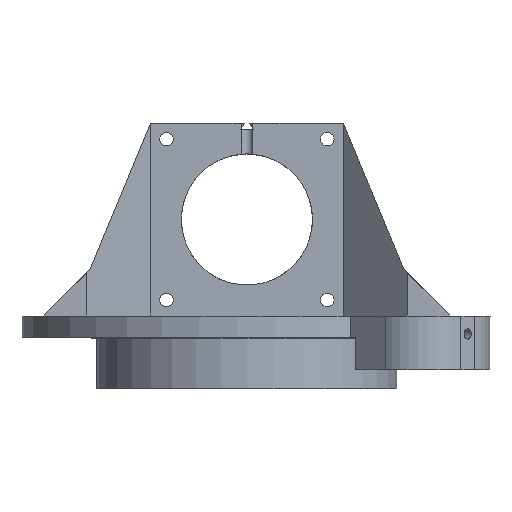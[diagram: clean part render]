
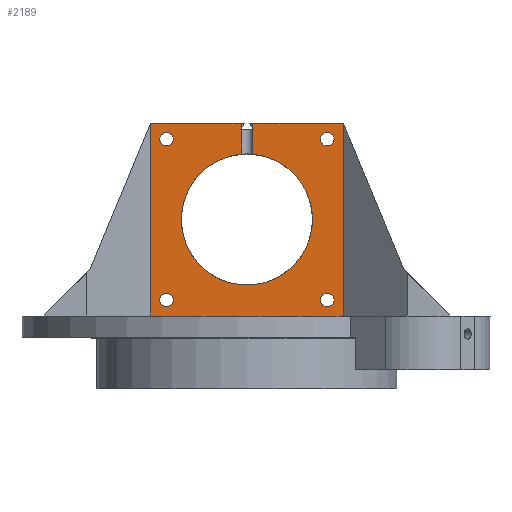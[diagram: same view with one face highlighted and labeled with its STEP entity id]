
A CAD part, left-side view. The second image highlights one B-rep face of the part: STEP entity #2189.
In plain terms, the highlighted planar face has unit normal (-1, 0, 0).
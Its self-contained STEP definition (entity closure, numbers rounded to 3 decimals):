
#41=FACE_BOUND('',#433,.T.);
#42=FACE_BOUND('',#434,.T.);
#43=FACE_BOUND('',#435,.T.);
#44=FACE_BOUND('',#436,.T.);
#97=PLANE('',#2413);
#188=CIRCLE('',#2392,3.15);
#190=CIRCLE('',#2395,3.15);
#192=CIRCLE('',#2398,3.15);
#194=CIRCLE('',#2401,3.15);
#196=CIRCLE('',#2404,30.6);
#298=FACE_OUTER_BOUND('',#432,.T.);
#432=EDGE_LOOP('',(#1969,#1970,#1971,#1972,#1973,#1974,#1975,#1976,#1977,
#1978,#1979,#1980,#1981,#1982));
#433=EDGE_LOOP('',(#1983));
#434=EDGE_LOOP('',(#1984));
#435=EDGE_LOOP('',(#1985));
#436=EDGE_LOOP('',(#1986));
#513=LINE('',#3403,#706);
#516=LINE('',#3410,#709);
#517=LINE('',#3416,#710);
#518=LINE('',#3439,#711);
#529=LINE('',#3474,#722);
#586=LINE('',#3744,#779);
#590=LINE('',#3751,#783);
#592=LINE('',#3754,#785);
#593=LINE('',#3755,#786);
#596=LINE('',#3762,#789);
#621=LINE('',#3848,#814);
#632=LINE('',#3870,#825);
#633=LINE('',#3872,#826);
#706=VECTOR('',#2618,10.);
#709=VECTOR('',#2625,10.);
#710=VECTOR('',#2630,10.);
#711=VECTOR('',#2631,10.);
#722=VECTOR('',#2662,10.);
#779=VECTOR('',#2867,10.);
#783=VECTOR('',#2873,10.);
#785=VECTOR('',#2877,10.);
#786=VECTOR('',#2878,10.);
#789=VECTOR('',#2883,10.);
#814=VECTOR('',#2984,10.);
#825=VECTOR('',#3009,10.);
#826=VECTOR('',#3012,10.);
#954=VERTEX_POINT('',#3400);
#955=VERTEX_POINT('',#3402);
#957=VERTEX_POINT('',#3408);
#958=VERTEX_POINT('',#3412);
#959=VERTEX_POINT('',#3413);
#960=VERTEX_POINT('',#3415);
#962=VERTEX_POINT('',#3428);
#975=VERTEX_POINT('',#3471);
#976=VERTEX_POINT('',#3473);
#1040=VERTEX_POINT('',#3741);
#1041=VERTEX_POINT('',#3743);
#1043=VERTEX_POINT('',#3749);
#1045=VERTEX_POINT('',#3759);
#1046=VERTEX_POINT('',#3761);
#1062=VERTEX_POINT('',#3821);
#1064=VERTEX_POINT('',#3827);
#1066=VERTEX_POINT('',#3833);
#1068=VERTEX_POINT('',#3839);
#1194=EDGE_CURVE('',#955,#954,#513,.T.);
#1198=EDGE_CURVE('',#954,#957,#516,.T.);
#1200=EDGE_CURVE('',#960,#959,#517,.T.);
#1203=EDGE_CURVE('',#958,#962,#518,.T.);
#1220=EDGE_CURVE('',#976,#975,#529,.T.);
#1323=EDGE_CURVE('',#1041,#1040,#586,.T.);
#1327=EDGE_CURVE('',#957,#1043,#590,.T.);
#1329=EDGE_CURVE('',#959,#1041,#592,.T.);
#1330=EDGE_CURVE('',#1043,#958,#593,.T.);
#1333=EDGE_CURVE('',#1046,#1045,#596,.T.);
#1361=EDGE_CURVE('',#1062,#1062,#188,.T.);
#1364=EDGE_CURVE('',#1064,#1064,#190,.T.);
#1367=EDGE_CURVE('',#1066,#1066,#192,.T.);
#1370=EDGE_CURVE('',#1068,#1068,#194,.T.);
#1374=EDGE_CURVE('',#962,#960,#196,.T.);
#1375=EDGE_CURVE('',#1040,#1046,#621,.T.);
#1386=EDGE_CURVE('',#1045,#976,#632,.T.);
#1387=EDGE_CURVE('',#975,#955,#633,.T.);
#1969=ORIENTED_EDGE('',*,*,#1323,.T.);
#1970=ORIENTED_EDGE('',*,*,#1375,.T.);
#1971=ORIENTED_EDGE('',*,*,#1333,.T.);
#1972=ORIENTED_EDGE('',*,*,#1386,.T.);
#1973=ORIENTED_EDGE('',*,*,#1220,.T.);
#1974=ORIENTED_EDGE('',*,*,#1387,.T.);
#1975=ORIENTED_EDGE('',*,*,#1194,.T.);
#1976=ORIENTED_EDGE('',*,*,#1198,.T.);
#1977=ORIENTED_EDGE('',*,*,#1327,.T.);
#1978=ORIENTED_EDGE('',*,*,#1330,.T.);
#1979=ORIENTED_EDGE('',*,*,#1203,.T.);
#1980=ORIENTED_EDGE('',*,*,#1374,.T.);
#1981=ORIENTED_EDGE('',*,*,#1200,.T.);
#1982=ORIENTED_EDGE('',*,*,#1329,.T.);
#1983=ORIENTED_EDGE('',*,*,#1370,.T.);
#1984=ORIENTED_EDGE('',*,*,#1367,.T.);
#1985=ORIENTED_EDGE('',*,*,#1364,.T.);
#1986=ORIENTED_EDGE('',*,*,#1361,.T.);
#2189=ADVANCED_FACE('',(#298,#41,#42,#43,#44),#97,.T.);
#2392=AXIS2_PLACEMENT_3D('',#3822,#2951,#2952);
#2395=AXIS2_PLACEMENT_3D('',#3828,#2958,#2959);
#2398=AXIS2_PLACEMENT_3D('',#3834,#2965,#2966);
#2401=AXIS2_PLACEMENT_3D('',#3840,#2972,#2973);
#2404=AXIS2_PLACEMENT_3D('',#3846,#2980,#2981);
#2413=AXIS2_PLACEMENT_3D('',#3871,#3010,#3011);
#2618=DIRECTION('',(0.,1.,0.));
#2625=DIRECTION('',(0.,0.,-1.));
#2630=DIRECTION('',(0.,0.,1.));
#2631=DIRECTION('',(0.,0.,-1.));
#2662=DIRECTION('',(0.,-1.,0.));
#2867=DIRECTION('',(0.,-0.515,0.857));
#2873=DIRECTION('',(0.,-0.515,-0.857));
#2877=DIRECTION('',(0.,1.,0.));
#2878=DIRECTION('',(0.,1.,0.));
#2883=DIRECTION('',(0.,1.,0.));
#2951=DIRECTION('center_axis',(1.,0.,0.));
#2952=DIRECTION('ref_axis',(0.,0.,-1.));
#2958=DIRECTION('center_axis',(1.,0.,0.));
#2959=DIRECTION('ref_axis',(0.,0.,-1.));
#2965=DIRECTION('center_axis',(1.,0.,0.));
#2966=DIRECTION('ref_axis',(0.,0.,-1.));
#2972=DIRECTION('center_axis',(1.,0.,0.));
#2973=DIRECTION('ref_axis',(0.,0.,-1.));
#2980=DIRECTION('center_axis',(1.,0.,0.));
#2981=DIRECTION('ref_axis',(0.,0.,-1.));
#2984=DIRECTION('',(0.,0.,1.));
#3009=DIRECTION('',(0.,0.,-1.));
#3010=DIRECTION('center_axis',(-1.,0.,0.));
#3011=DIRECTION('ref_axis',(0.,0.,1.));
#3012=DIRECTION('',(0.,0.,1.));
#3400=CARTESIAN_POINT('',(487.,-634.75,135.));
#3402=CARTESIAN_POINT('',(487.,-677.,135.));
#3403=CARTESIAN_POINT('',(487.,-654.5,135.));
#3408=CARTESIAN_POINT('',(487.,-634.75,132.416));
#3410=CARTESIAN_POINT('',(487.,-634.75,135.));
#3412=CARTESIAN_POINT('',(487.,-634.75,132.));
#3413=CARTESIAN_POINT('',(487.,-629.25,132.));
#3415=CARTESIAN_POINT('',(487.,-629.25,120.476));
#3416=CARTESIAN_POINT('',(487.,-629.25,135.));
#3428=CARTESIAN_POINT('',(487.,-634.75,120.476));
#3439=CARTESIAN_POINT('',(487.,-634.75,135.));
#3471=CARTESIAN_POINT('',(487.,-677.,45.));
#3473=CARTESIAN_POINT('',(487.,-587.,45.));
#3474=CARTESIAN_POINT('',(487.,-609.5,45.));
#3741=CARTESIAN_POINT('',(487.,-629.25,132.416));
#3743=CARTESIAN_POINT('',(487.,-629.,132.));
#3744=CARTESIAN_POINT('',(487.,-621.028,118.734));
#3749=CARTESIAN_POINT('',(487.,-635.,132.));
#3751=CARTESIAN_POINT('',(487.,-643.873,117.234));
#3754=CARTESIAN_POINT('',(487.,-630.5,132.));
#3755=CARTESIAN_POINT('',(487.,-630.5,132.));
#3759=CARTESIAN_POINT('',(487.,-587.,135.));
#3761=CARTESIAN_POINT('',(487.,-629.25,135.));
#3762=CARTESIAN_POINT('',(487.,-654.5,135.));
#3821=CARTESIAN_POINT('',(487.,-594.5,130.65));
#3822=CARTESIAN_POINT('Origin',(487.,-594.5,127.5));
#3827=CARTESIAN_POINT('',(487.,-669.5,130.65));
#3828=CARTESIAN_POINT('Origin',(487.,-669.5,127.5));
#3833=CARTESIAN_POINT('',(487.,-594.5,55.65));
#3834=CARTESIAN_POINT('Origin',(487.,-594.5,52.5));
#3839=CARTESIAN_POINT('',(487.,-669.5,55.65));
#3840=CARTESIAN_POINT('Origin',(487.,-669.5,52.5));
#3846=CARTESIAN_POINT('Origin',(487.,-632.,90.));
#3848=CARTESIAN_POINT('',(487.,-629.25,135.));
#3870=CARTESIAN_POINT('',(487.,-587.,112.5));
#3871=CARTESIAN_POINT('Origin',(487.,-632.,90.));
#3872=CARTESIAN_POINT('',(487.,-677.,67.5));
